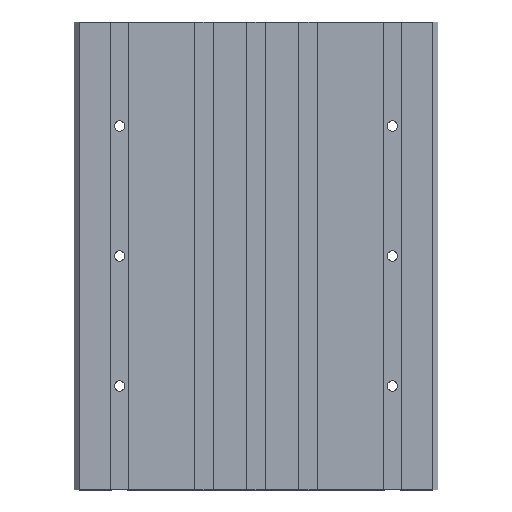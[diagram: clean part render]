
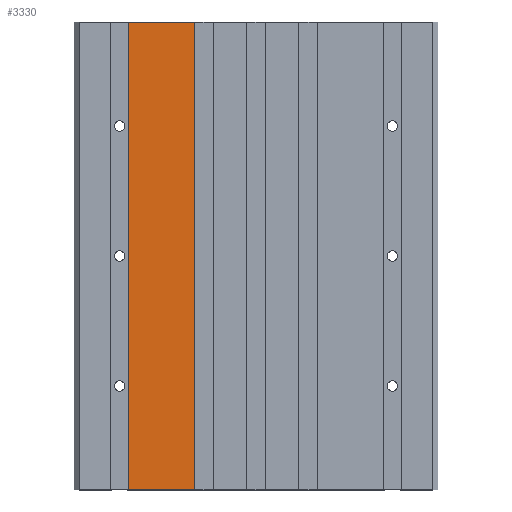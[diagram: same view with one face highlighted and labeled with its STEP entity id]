
A CAD part, top view. The second image highlights one B-rep face of the part: STEP entity #3330.
In plain terms, the highlighted planar face has unit normal (0, 0, 1).
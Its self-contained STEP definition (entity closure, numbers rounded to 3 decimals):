
#2810=CARTESIAN_POINT('',(-98.,130.,-90.));
#2820=VERTEX_POINT('',#2810);
#2900=CARTESIAN_POINT('',(-98.,490.,-90.));
#2910=VERTEX_POINT('',#2900);
#2940=CARTESIAN_POINT('',(-98.,130.,-90.));
#2950=DIRECTION('',(0.,1.,0.));
#2960=VECTOR('',#2950,1.);
#2970=LINE('',#2940,#2960);
#2980=EDGE_CURVE('',#2820,#2910,#2970,.T.);
#3030=CARTESIAN_POINT('',(-112.,160.,-90.));
#3040=DIRECTION('',(0.,0.,1.));
#3050=DIRECTION('',(-1.,0.,0.));
#3060=AXIS2_PLACEMENT_3D('',#3030,#3040,#3050);
#3070=PLANE('',#3060);
#3080=CARTESIAN_POINT('',(-98.,130.,-90.));
#3090=DIRECTION('',(1.,0.,0.));
#3100=VECTOR('',#3090,1.);
#3110=LINE('',#3080,#3100);
#3120=CARTESIAN_POINT('',(-47.,130.,-90.));
#3130=VERTEX_POINT('',#3120);
#3140=EDGE_CURVE('',#2820,#3130,#3110,.T.);
#3150=ORIENTED_EDGE('',*,*,#3140,.T.);
#3160=ORIENTED_EDGE('',*,*,#2980,.F.);
#3170=CARTESIAN_POINT('',(-98.,490.,-90.));
#3180=DIRECTION('',(1.,0.,0.));
#3190=VECTOR('',#3180,1.);
#3200=LINE('',#3170,#3190);
#3210=CARTESIAN_POINT('',(-47.,490.,-90.));
#3220=VERTEX_POINT('',#3210);
#3230=EDGE_CURVE('',#2910,#3220,#3200,.T.);
#3240=ORIENTED_EDGE('',*,*,#3230,.F.);
#3250=CARTESIAN_POINT('',(-47.,130.,-90.));
#3260=DIRECTION('',(0.,1.,0.));
#3270=VECTOR('',#3260,1.);
#3280=LINE('',#3250,#3270);
#3290=EDGE_CURVE('',#3130,#3220,#3280,.T.);
#3300=ORIENTED_EDGE('',*,*,#3290,.T.);
#3310=EDGE_LOOP('',(#3300,#3240,#3160,#3150));
#3320=FACE_OUTER_BOUND('',#3310,.T.);
#3330=ADVANCED_FACE('',(#3320),#3070,.T.);
